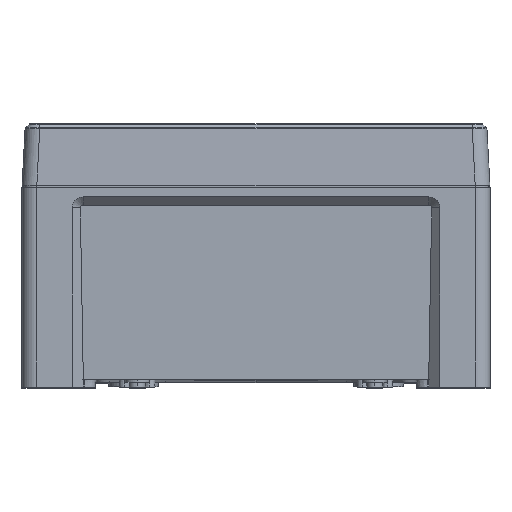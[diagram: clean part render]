
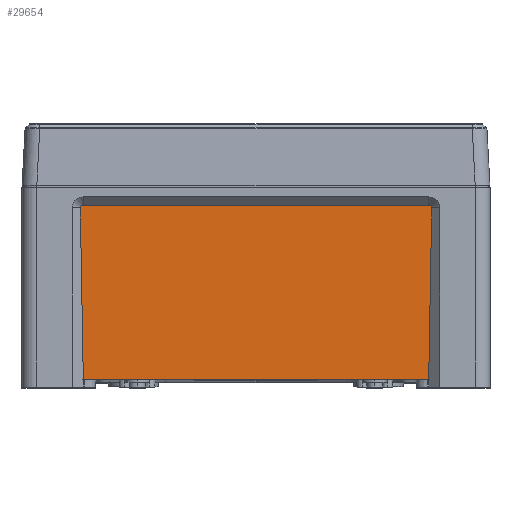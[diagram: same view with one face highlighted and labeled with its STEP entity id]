
A CAD part, top view. The second image highlights one B-rep face of the part: STEP entity #29654.
In plain terms, the highlighted planar face has unit normal (0, -0.018, 1).
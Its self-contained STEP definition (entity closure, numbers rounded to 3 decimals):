
#1217 = VERTEX_POINT ( 'NONE', #28802 ) ;
#2458 = EDGE_CURVE ( 'NONE', #1217, #8223, #7412, .T. ) ;
#2527 = VERTEX_POINT ( 'NONE', #12658 ) ;
#2572 = CARTESIAN_POINT ( 'NONE',  ( -71.236, -7.124, 116.676 ) ) ;
#3266 = DIRECTION ( 'NONE',  ( 1., 0., 0. ) ) ;
#3576 = LINE ( 'NONE', #18268, #24422 ) ;
#4479 = CARTESIAN_POINT ( 'NONE',  ( 71.717, -7.614, 116.667 ) ) ;
#5679 = DIRECTION ( 'NONE',  ( 1., 0., 0. ) ) ;
#5855 = VECTOR ( 'NONE', #31536, 1000. ) ;
#6470 = VERTEX_POINT ( 'NONE', #30370 ) ;
#7060 = FACE_OUTER_BOUND ( 'NONE', #18637, .T. ) ;
#7119 =( BOUNDED_CURVE ( )  B_SPLINE_CURVE ( 3, ( #31341, #24304, #2572, #26718 ),
 .UNSPECIFIED., .F., .T. ) 
 B_SPLINE_CURVE_WITH_KNOTS ( ( 4, 4 ),
 ( 4.695, 6.283 ),
 .UNSPECIFIED. ) 
 CURVE ( )  GEOMETRIC_REPRESENTATION_ITEM ( )  RATIONAL_B_SPLINE_CURVE ( ( 1., 0.801, 0.801, 1. ) ) 
 REPRESENTATION_ITEM ( '' )  );
#7412 = LINE ( 'NONE', #16640, #5855 ) ;
#8223 = VERTEX_POINT ( 'NONE', #19272 ) ;
#8698 = CARTESIAN_POINT ( 'NONE',  ( 71.705, -8.3, 116.655 ) ) ;
#9279 = EDGE_CURVE ( 'NONE', #2527, #6470, #3576, .T. ) ;
#11847 = CARTESIAN_POINT ( 'NONE',  ( 70.482, -78.4, 115.432 ) ) ;
#12658 = CARTESIAN_POINT ( 'NONE',  ( -70.55, -7.124, 116.676 ) ) ;
#13690 = CARTESIAN_POINT ( 'NONE',  ( 71.707, -8.183, 116.657 ) ) ;
#14069 = VECTOR ( 'NONE', #21030, 1000. ) ;
#15410 = CARTESIAN_POINT ( 'NONE',  ( -95.5, -78.4, 115.432 ) ) ;
#16286 = CARTESIAN_POINT ( 'NONE',  ( 71.705, -8.3, 116.655 ) ) ;
#16624 = DIRECTION ( 'NONE',  ( 0., -0.017, 1. ) ) ;
#16640 = CARTESIAN_POINT ( 'NONE',  ( -71.707, -8.183, 116.657 ) ) ;
#17637 = ORIENTED_EDGE ( 'NONE', *, *, #29993, .F. ) ;
#17914 = EDGE_CURVE ( 'NONE', #6470, #21700, #19526, .T. ) ;
#17969 = ORIENTED_EDGE ( 'NONE', *, *, #26906, .F. ) ;
#18268 = CARTESIAN_POINT ( 'NONE',  ( -70.55, -7.124, 116.676 ) ) ;
#18637 = EDGE_LOOP ( 'NONE', ( #27434, #17637, #29814, #23720, #17969, #27258 ) ) ;
#19272 = CARTESIAN_POINT ( 'NONE',  ( -70.482, -78.4, 115.432 ) ) ;
#19526 =( BOUNDED_CURVE ( )  B_SPLINE_CURVE ( 3, ( #21400, #23822, #4479, #16286 ),
 .UNSPECIFIED., .F., .T. ) 
 B_SPLINE_CURVE_WITH_KNOTS ( ( 4, 4 ),
 ( 0., 1.588 ),
 .UNSPECIFIED. ) 
 CURVE ( )  GEOMETRIC_REPRESENTATION_ITEM ( )  RATIONAL_B_SPLINE_CURVE ( ( 1., 0.801, 0.801, 1. ) ) 
 REPRESENTATION_ITEM ( '' )  );
#20219 = VECTOR ( 'NONE', #5679, 1000. ) ;
#20670 = LINE ( 'NONE', #15410, #20219 ) ;
#21030 = DIRECTION ( 'NONE',  ( -0.017, -1., -0.017 ) ) ;
#21400 = CARTESIAN_POINT ( 'NONE',  ( 70.55, -7.124, 116.676 ) ) ;
#21419 = PLANE ( 'NONE',  #22721 ) ;
#21442 = EDGE_CURVE ( 'NONE', #8223, #29663, #20670, .T. ) ;
#21582 = DIRECTION ( 'NONE',  ( 0., -1., -0.017 ) ) ;
#21700 = VERTEX_POINT ( 'NONE', #8698 ) ;
#22721 = AXIS2_PLACEMENT_3D ( 'NONE', #26233, #16624, #21582 ) ;
#23720 = ORIENTED_EDGE ( 'NONE', *, *, #9279, .F. ) ;
#23822 = CARTESIAN_POINT ( 'NONE',  ( 71.236, -7.124, 116.676 ) ) ;
#24304 = CARTESIAN_POINT ( 'NONE',  ( -71.717, -7.614, 116.667 ) ) ;
#24422 = VECTOR ( 'NONE', #3266, 1000. ) ;
#25839 = LINE ( 'NONE', #13690, #14069 ) ;
#26233 = CARTESIAN_POINT ( 'NONE',  ( -95.5, 0., 116.8 ) ) ;
#26718 = CARTESIAN_POINT ( 'NONE',  ( -70.55, -7.124, 116.676 ) ) ;
#26906 = EDGE_CURVE ( 'NONE', #1217, #2527, #7119, .T. ) ;
#27258 = ORIENTED_EDGE ( 'NONE', *, *, #2458, .T. ) ;
#27434 = ORIENTED_EDGE ( 'NONE', *, *, #21442, .T. ) ;
#28802 = CARTESIAN_POINT ( 'NONE',  ( -71.705, -8.3, 116.655 ) ) ;
#29654 = ADVANCED_FACE ( 'NONE', ( #7060 ), #21419, .T. ) ;
#29663 = VERTEX_POINT ( 'NONE', #11847 ) ;
#29814 = ORIENTED_EDGE ( 'NONE', *, *, #17914, .F. ) ;
#29993 = EDGE_CURVE ( 'NONE', #21700, #29663, #25839, .T. ) ;
#30370 = CARTESIAN_POINT ( 'NONE',  ( 70.55, -7.124, 116.676 ) ) ;
#31341 = CARTESIAN_POINT ( 'NONE',  ( -71.705, -8.3, 116.655 ) ) ;
#31536 = DIRECTION ( 'NONE',  ( 0.017, -1., -0.017 ) ) ;
